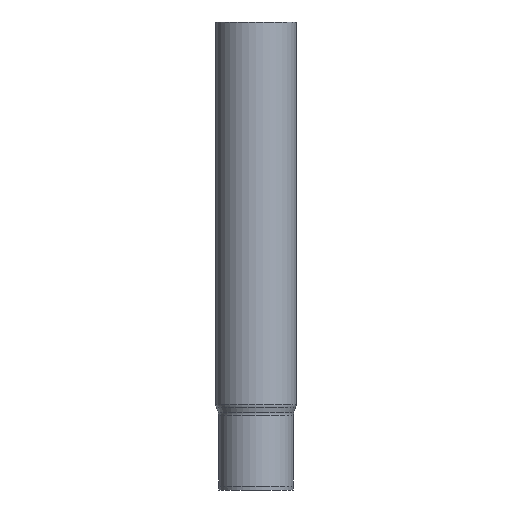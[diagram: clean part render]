
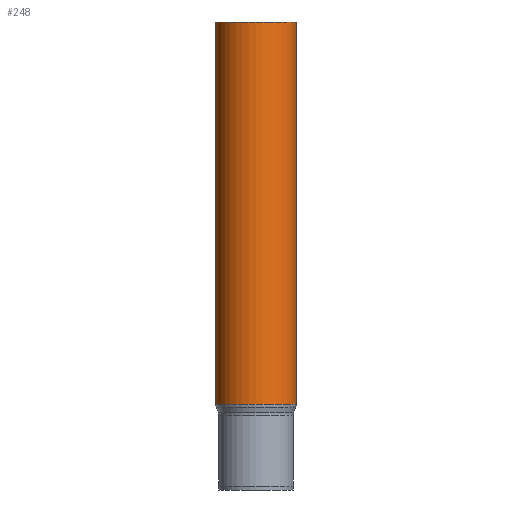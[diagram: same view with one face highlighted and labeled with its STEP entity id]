
A CAD part, front view. The second image highlights one B-rep face of the part: STEP entity #248.
In plain terms, the highlighted cylindrical face has radius 510 mm (diameter 1020 mm), a full revolution.
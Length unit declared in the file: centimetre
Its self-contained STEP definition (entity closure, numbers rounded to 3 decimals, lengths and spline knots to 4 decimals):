
#25=CYLINDRICAL_SURFACE('',#290,51.);
#34=LINE('',#459,#43);
#43=VECTOR('',#383,51.);
#62=FACE_OUTER_BOUND('',#77,.T.);
#77=EDGE_LOOP('',(#226,#227,#228,#229,#230));
#80=CIRCLE('',#254,51.);
#81=CIRCLE('',#255,51.);
#103=CIRCLE('',#289,51.);
#106=VERTEX_POINT('',#393);
#107=VERTEX_POINT('',#395);
#125=VERTEX_POINT('',#456);
#128=EDGE_CURVE('',#106,#107,#80,.T.);
#129=EDGE_CURVE('',#107,#106,#81,.T.);
#159=EDGE_CURVE('',#125,#125,#103,.T.);
#160=EDGE_CURVE('',#107,#125,#34,.T.);
#226=ORIENTED_EDGE('',*,*,#128,.F.);
#227=ORIENTED_EDGE('',*,*,#129,.F.);
#228=ORIENTED_EDGE('',*,*,#160,.T.);
#229=ORIENTED_EDGE('',*,*,#159,.T.);
#230=ORIENTED_EDGE('',*,*,#160,.F.);
#248=ADVANCED_FACE('',(#62),#25,.T.);
#254=AXIS2_PLACEMENT_3D('',#396,#301,#302);
#255=AXIS2_PLACEMENT_3D('',#397,#303,#304);
#289=AXIS2_PLACEMENT_3D('',#457,#379,#380);
#290=AXIS2_PLACEMENT_3D('',#458,#381,#382);
#301=DIRECTION('center_axis',(0.,0.,-1.));
#302=DIRECTION('ref_axis',(1.,0.,0.));
#303=DIRECTION('center_axis',(0.,0.,-1.));
#304=DIRECTION('ref_axis',(1.,0.,0.));
#379=DIRECTION('center_axis',(0.,0.,-1.));
#380=DIRECTION('ref_axis',(1.,0.,0.));
#381=DIRECTION('center_axis',(0.,0.,-1.));
#382=DIRECTION('ref_axis',(-1.,0.,0.));
#383=DIRECTION('',(0.,0.,1.));
#393=CARTESIAN_POINT('',(0.,-51.,109.0787));
#395=CARTESIAN_POINT('',(51.,0.,109.0787));
#396=CARTESIAN_POINT('Origin',(0.,0.,109.0787));
#397=CARTESIAN_POINT('Origin',(0.,0.,109.0787));
#456=CARTESIAN_POINT('',(51.,0.,595.));
#457=CARTESIAN_POINT('Origin',(0.,0.,595.));
#458=CARTESIAN_POINT('Origin',(0.,0.,352.0393));
#459=CARTESIAN_POINT('',(51.,0.,352.0393));
